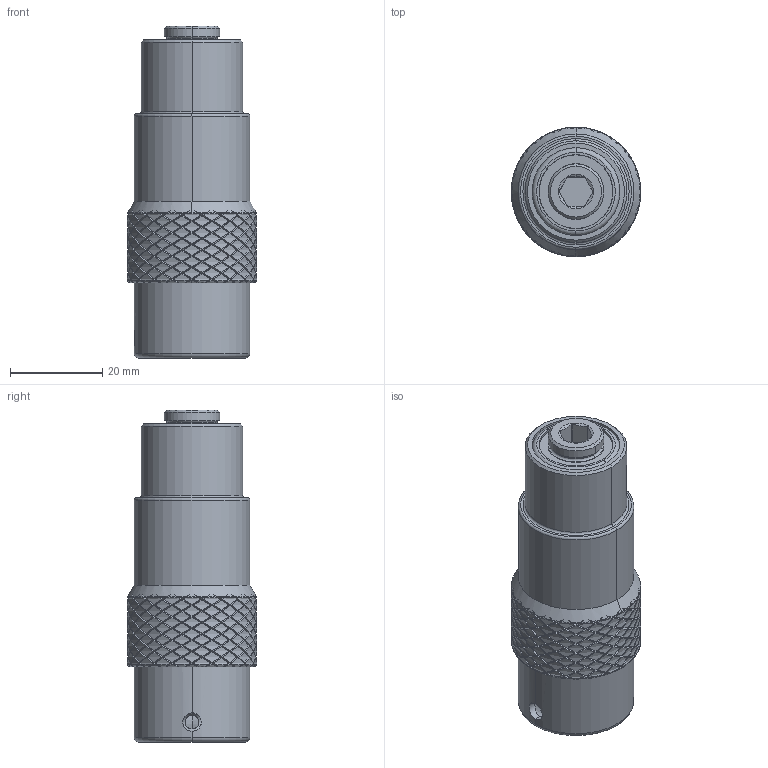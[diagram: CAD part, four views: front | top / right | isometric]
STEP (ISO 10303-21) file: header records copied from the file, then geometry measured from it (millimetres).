
FILE_DESCRIPTION((''),'2;1');
FILE_NAME('4027113651_ASM','2023-08-30T12:47:44',('a00565553'),(''),'CREO PARAMETRIC BY PTC INC, 2022414','CREO PARAMETRIC BY PTC INC, 2022414','');
FILE_SCHEMA(('CONFIG_CONTROL_DESIGN','GEOMETRIC_VALIDATION_PROPERTIES_MIM'));
Products named in the file (1): 4027113651_ASM
Bounding box: 28 x 28 x 71.8 mm (x, y, z)
Surface area: 10205.2 mm2 (no closed solid volume)
Topology: 0 solids, 8 shells, 1459 faces, 3154 edges, 1702 vertices
Faces by surface type: bspline 1040, cylinder 315, torus 60, plane 29, cone 15
Entity records: 76808 total; most frequent: CARTESIAN_POINT 43226, ORIENTED_EDGE 6242, EDGE_CURVE 3154, B_SPLINE_CURVE_WITH_KNOTS 2321, DIRECTION 1939, VERTEX_POINT 1702, EDGE_LOOP 1474, FACE_OUTER_BOUND 1459
